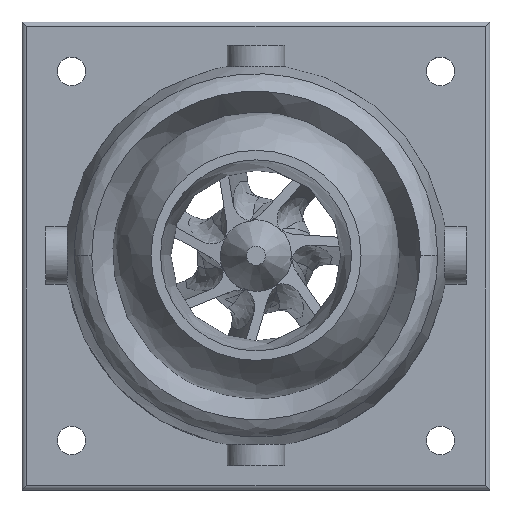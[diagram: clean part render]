
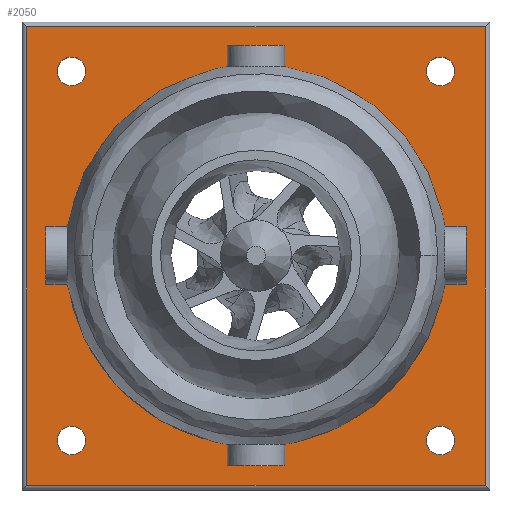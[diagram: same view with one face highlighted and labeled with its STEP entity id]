
A CAD part, top view. The second image highlights one B-rep face of the part: STEP entity #2050.
In plain terms, the highlighted planar face has unit normal (0, 0, 1).
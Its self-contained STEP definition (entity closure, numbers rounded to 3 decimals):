
#27=FACE_BOUND('',#439,.T.);
#28=FACE_BOUND('',#440,.T.);
#29=FACE_BOUND('',#441,.T.);
#30=FACE_BOUND('',#442,.T.);
#31=FACE_BOUND('',#443,.T.);
#67=LINE('',#5405,#122);
#69=LINE('',#5413,#124);
#71=LINE('',#5419,#126);
#74=LINE('',#5425,#129);
#122=VECTOR('',#2287,10.);
#124=VECTOR('',#2295,10.);
#126=VECTOR('',#2301,10.);
#129=VECTOR('',#2308,10.);
#188=PLANE('',#2147);
#219=CIRCLE('',#2148,1.5);
#220=CIRCLE('',#2149,1.5);
#221=CIRCLE('',#2150,1.5);
#222=CIRCLE('',#2151,1.5);
#327=FACE_OUTER_BOUND('',#438,.T.);
#438=EDGE_LOOP('',(#1699,#1700,#1701,#1702));
#439=EDGE_LOOP('',(#1703));
#440=EDGE_LOOP('',(#1704));
#441=EDGE_LOOP('',(#1705));
#442=EDGE_LOOP('',(#1706));
#443=EDGE_LOOP('',(#1707));
#668=B_SPLINE_CURVE_WITH_KNOTS('',3,(#5438,#5439,#5440,#5441,#5442,#5443,
#5444,#5445,#5446,#5447,#5448,#5449,#5450,#5451,#5452,#5453,#5454,#5455,
#5456,#5457,#5458,#5459,#5460,#5461,#5462,#5463,#5464,#5465,#5466,#5467,
#5468,#5469,#5470,#5471,#5472,#5473,#5474,#5475,#5476,#5477,#5478,#5479,
#5480),.UNSPECIFIED.,.T.,.F.,(4,3,3,3,3,3,3,3,3,3,3,3,3,3,4),(-11.538,
-10.642,-9.745,-9.148,-7.952,
-7.355,-6.159,-4.964,-4.366,
-3.768,-2.573,-1.677,-0.78,
0.117,1.013),.UNSPECIFIED.);
#854=VERTEX_POINT('',#5403);
#855=VERTEX_POINT('',#5404);
#858=VERTEX_POINT('',#5412);
#860=VERTEX_POINT('',#5418);
#865=VERTEX_POINT('',#5437);
#866=VERTEX_POINT('',#5481);
#867=VERTEX_POINT('',#5483);
#868=VERTEX_POINT('',#5485);
#869=VERTEX_POINT('',#5487);
#1143=EDGE_CURVE('',#854,#855,#67,.T.);
#1147=EDGE_CURVE('',#855,#858,#69,.T.);
#1150=EDGE_CURVE('',#858,#860,#71,.T.);
#1154=EDGE_CURVE('',#860,#854,#74,.T.);
#1160=EDGE_CURVE('',#865,#865,#668,.T.);
#1161=EDGE_CURVE('',#866,#866,#219,.T.);
#1162=EDGE_CURVE('',#867,#867,#220,.T.);
#1163=EDGE_CURVE('',#868,#868,#221,.T.);
#1164=EDGE_CURVE('',#869,#869,#222,.T.);
#1699=ORIENTED_EDGE('',*,*,#1143,.F.);
#1700=ORIENTED_EDGE('',*,*,#1154,.F.);
#1701=ORIENTED_EDGE('',*,*,#1150,.F.);
#1702=ORIENTED_EDGE('',*,*,#1147,.F.);
#1703=ORIENTED_EDGE('',*,*,#1160,.F.);
#1704=ORIENTED_EDGE('',*,*,#1161,.T.);
#1705=ORIENTED_EDGE('',*,*,#1162,.T.);
#1706=ORIENTED_EDGE('',*,*,#1163,.T.);
#1707=ORIENTED_EDGE('',*,*,#1164,.T.);
#2050=ADVANCED_FACE('',(#327,#27,#28,#29,#30,#31),#188,.T.);
#2147=AXIS2_PLACEMENT_3D('',#5436,#2318,#2319);
#2148=AXIS2_PLACEMENT_3D('',#5482,#2320,#2321);
#2149=AXIS2_PLACEMENT_3D('',#5484,#2322,#2323);
#2150=AXIS2_PLACEMENT_3D('',#5486,#2324,#2325);
#2151=AXIS2_PLACEMENT_3D('',#5488,#2326,#2327);
#2287=DIRECTION('',(0.,1.,0.));
#2295=DIRECTION('',(1.,0.,0.));
#2301=DIRECTION('',(0.,-1.,0.));
#2308=DIRECTION('',(-1.,0.,0.));
#2318=DIRECTION('center_axis',(0.,0.,1.));
#2319=DIRECTION('ref_axis',(1.,0.,0.));
#2320=DIRECTION('center_axis',(0.,0.,-1.));
#2321=DIRECTION('ref_axis',(-1.,0.,0.));
#2322=DIRECTION('center_axis',(0.,0.,-1.));
#2323=DIRECTION('ref_axis',(-1.,0.,0.));
#2324=DIRECTION('center_axis',(0.,0.,-1.));
#2325=DIRECTION('ref_axis',(-1.,0.,0.));
#2326=DIRECTION('center_axis',(0.,0.,-1.));
#2327=DIRECTION('ref_axis',(-1.,0.,0.));
#5403=CARTESIAN_POINT('',(-24.,-24.,3.));
#5404=CARTESIAN_POINT('',(-24.,24.,3.));
#5405=CARTESIAN_POINT('',(-24.,12.25,3.));
#5412=CARTESIAN_POINT('',(24.,24.,3.));
#5413=CARTESIAN_POINT('',(12.25,24.,3.));
#5418=CARTESIAN_POINT('',(24.,-24.,3.));
#5419=CARTESIAN_POINT('',(24.,-12.25,3.));
#5425=CARTESIAN_POINT('',(-12.25,-24.,3.));
#5436=CARTESIAN_POINT('Origin',(0.,0.,3.));
#5437=CARTESIAN_POINT('',(19.916,0.,3.));
#5438=CARTESIAN_POINT('Ctrl Pts',(19.916,0.,
3.));
#5439=CARTESIAN_POINT('Ctrl Pts',(19.916,2.979,3.));
#5440=CARTESIAN_POINT('Ctrl Pts',(19.238,5.961,3.));
#5441=CARTESIAN_POINT('Ctrl Pts',(17.945,8.643,3.));
#5442=CARTESIAN_POINT('Ctrl Pts',(16.653,11.326,3.));
#5443=CARTESIAN_POINT('Ctrl Pts',(14.747,13.709,3.));
#5444=CARTESIAN_POINT('Ctrl Pts',(12.418,15.57,3.));
#5445=CARTESIAN_POINT('Ctrl Pts',(10.866,16.811,3.));
#5446=CARTESIAN_POINT('Ctrl Pts',(9.126,17.819,3.));
#5447=CARTESIAN_POINT('Ctrl Pts',(7.276,18.543,3.));
#5448=CARTESIAN_POINT('Ctrl Pts',(3.578,19.99,3.));
#5449=CARTESIAN_POINT('Ctrl Pts',(-0.557,20.298,3.));
#5450=CARTESIAN_POINT('Ctrl Pts',(-4.431,19.421,3.));
#5451=CARTESIAN_POINT('Ctrl Pts',(-6.368,18.983,3.));
#5452=CARTESIAN_POINT('Ctrl Pts',(-8.24,18.248,3.));
#5453=CARTESIAN_POINT('Ctrl Pts',(-9.96,17.252,3.));
#5454=CARTESIAN_POINT('Ctrl Pts',(-13.398,15.259,3.));
#5455=CARTESIAN_POINT('Ctrl Pts',(-16.226,12.22,3.));
#5456=CARTESIAN_POINT('Ctrl Pts',(-17.948,8.644,3.));
#5457=CARTESIAN_POINT('Ctrl Pts',(-19.67,5.069,3.));
#5458=CARTESIAN_POINT('Ctrl Pts',(-20.288,0.957,3.));
#5459=CARTESIAN_POINT('Ctrl Pts',(-19.697,-2.969,3.));
#5460=CARTESIAN_POINT('Ctrl Pts',(-19.402,-4.932,3.));
#5461=CARTESIAN_POINT('Ctrl Pts',(-18.805,-6.849,3.));
#5462=CARTESIAN_POINT('Ctrl Pts',(-17.942,-8.64,3.));
#5463=CARTESIAN_POINT('Ctrl Pts',(-17.08,-10.431,3.));
#5464=CARTESIAN_POINT('Ctrl Pts',(-15.953,-12.095,3.));
#5465=CARTESIAN_POINT('Ctrl Pts',(-14.602,-13.55,3.));
#5466=CARTESIAN_POINT('Ctrl Pts',(-11.9,-16.461,3.));
#5467=CARTESIAN_POINT('Ctrl Pts',(-8.304,-18.535,3.));
#5468=CARTESIAN_POINT('Ctrl Pts',(-4.433,-19.42,3.));
#5469=CARTESIAN_POINT('Ctrl Pts',(-1.53,-20.085,3.));
#5470=CARTESIAN_POINT('Ctrl Pts',(1.528,-20.08,3.));
#5471=CARTESIAN_POINT('Ctrl Pts',(4.433,-19.416,3.));
#5472=CARTESIAN_POINT('Ctrl Pts',(7.338,-18.753,3.));
#5473=CARTESIAN_POINT('Ctrl Pts',(10.089,-17.429,3.));
#5474=CARTESIAN_POINT('Ctrl Pts',(12.418,-15.573,3.));
#5475=CARTESIAN_POINT('Ctrl Pts',(14.746,-13.716,3.));
#5476=CARTESIAN_POINT('Ctrl Pts',(16.653,-11.326,3.));
#5477=CARTESIAN_POINT('Ctrl Pts',(17.945,-8.641,3.));
#5478=CARTESIAN_POINT('Ctrl Pts',(19.237,-5.957,3.));
#5479=CARTESIAN_POINT('Ctrl Pts',(19.916,-2.979,3.));
#5480=CARTESIAN_POINT('Ctrl Pts',(19.916,0.,
3.));
#5481=CARTESIAN_POINT('',(20.821,19.321,3.));
#5482=CARTESIAN_POINT('Origin',(19.321,19.321,3.));
#5483=CARTESIAN_POINT('',(20.821,-19.321,3.));
#5484=CARTESIAN_POINT('Origin',(19.321,-19.321,3.));
#5485=CARTESIAN_POINT('',(-17.821,-19.321,3.));
#5486=CARTESIAN_POINT('Origin',(-19.321,-19.321,3.));
#5487=CARTESIAN_POINT('',(-17.821,19.321,3.));
#5488=CARTESIAN_POINT('Origin',(-19.321,19.321,3.));
